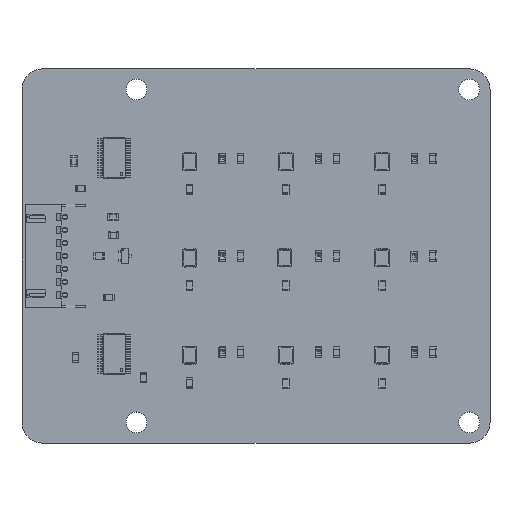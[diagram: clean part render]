
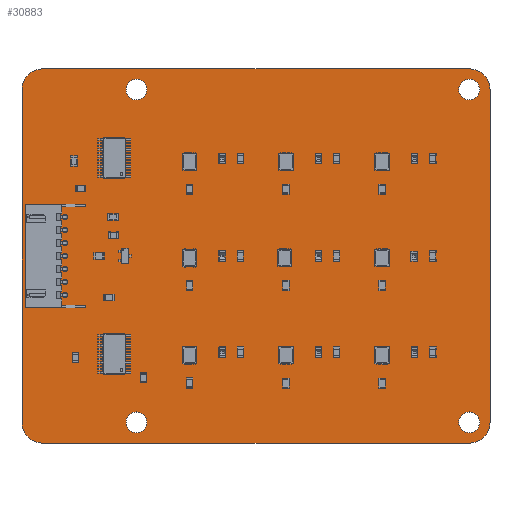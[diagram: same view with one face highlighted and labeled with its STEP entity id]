
A CAD part, top view. The second image highlights one B-rep face of the part: STEP entity #30883.
In plain terms, the highlighted planar face has unit normal (0, 0, 1).
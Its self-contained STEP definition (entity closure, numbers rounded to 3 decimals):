
#30613 = VERTEX_POINT('',#30614);
#30614 = CARTESIAN_POINT('',(179.65,-53.75,1.6));
#30620 = EDGE_CURVE('',#30613,#30621,#30623,.T.);
#30621 = VERTEX_POINT('',#30622);
#30622 = CARTESIAN_POINT('',(183.65,-57.75,1.6));
#30623 = CIRCLE('',#30624,4.);
#30624 = AXIS2_PLACEMENT_3D('',#30625,#30626,#30627);
#30625 = CARTESIAN_POINT('',(179.65,-57.75,1.6));
#30626 = DIRECTION('',(0.,0.,-1.));
#30627 = DIRECTION('',(0.,1.,0.));
#30655 = VERTEX_POINT('',#30656);
#30656 = CARTESIAN_POINT('',(97.65,-53.75,1.6));
#30662 = EDGE_CURVE('',#30655,#30613,#30663,.T.);
#30663 = LINE('',#30664,#30665);
#30664 = CARTESIAN_POINT('',(97.65,-53.75,1.6));
#30665 = VECTOR('',#30666,1.);
#30666 = DIRECTION('',(1.,0.,0.));
#30684 = EDGE_CURVE('',#30621,#30685,#30687,.T.);
#30685 = VERTEX_POINT('',#30686);
#30686 = CARTESIAN_POINT('',(183.65,-121.75,1.6));
#30687 = LINE('',#30688,#30689);
#30688 = CARTESIAN_POINT('',(183.65,-57.75,1.6));
#30689 = VECTOR('',#30690,1.);
#30690 = DIRECTION('',(0.,-1.,0.));
#30883 = ADVANCED_FACE('',(#30884,#30930,#30941,#30952,#30963,#30974,
    #30985,#30996,#31007,#31018,#31029,#31040),#31051,.F.);
#30884 = FACE_BOUND('',#30885,.F.);
#30885 = EDGE_LOOP('',(#30886,#30887,#30888,#30897,#30905,#30914,#30922,
    #30929));
#30886 = ORIENTED_EDGE('',*,*,#30620,.T.);
#30887 = ORIENTED_EDGE('',*,*,#30684,.T.);
#30888 = ORIENTED_EDGE('',*,*,#30889,.T.);
#30889 = EDGE_CURVE('',#30685,#30890,#30892,.T.);
#30890 = VERTEX_POINT('',#30891);
#30891 = CARTESIAN_POINT('',(179.65,-125.75,1.6));
#30892 = CIRCLE('',#30893,4.);
#30893 = AXIS2_PLACEMENT_3D('',#30894,#30895,#30896);
#30894 = CARTESIAN_POINT('',(179.65,-121.75,1.6));
#30895 = DIRECTION('',(0.,0.,-1.));
#30896 = DIRECTION('',(1.,0.,0.));
#30897 = ORIENTED_EDGE('',*,*,#30898,.T.);
#30898 = EDGE_CURVE('',#30890,#30899,#30901,.T.);
#30899 = VERTEX_POINT('',#30900);
#30900 = CARTESIAN_POINT('',(97.65,-125.75,1.6));
#30901 = LINE('',#30902,#30903);
#30902 = CARTESIAN_POINT('',(179.65,-125.75,1.6));
#30903 = VECTOR('',#30904,1.);
#30904 = DIRECTION('',(-1.,0.,0.));
#30905 = ORIENTED_EDGE('',*,*,#30906,.T.);
#30906 = EDGE_CURVE('',#30899,#30907,#30909,.T.);
#30907 = VERTEX_POINT('',#30908);
#30908 = CARTESIAN_POINT('',(93.65,-121.75,1.6));
#30909 = CIRCLE('',#30910,4.);
#30910 = AXIS2_PLACEMENT_3D('',#30911,#30912,#30913);
#30911 = CARTESIAN_POINT('',(97.65,-121.75,1.6));
#30912 = DIRECTION('',(0.,0.,-1.));
#30913 = DIRECTION('',(0.,-1.,-0.));
#30914 = ORIENTED_EDGE('',*,*,#30915,.T.);
#30915 = EDGE_CURVE('',#30907,#30916,#30918,.T.);
#30916 = VERTEX_POINT('',#30917);
#30917 = CARTESIAN_POINT('',(93.65,-57.75,1.6));
#30918 = LINE('',#30919,#30920);
#30919 = CARTESIAN_POINT('',(93.65,-121.75,1.6));
#30920 = VECTOR('',#30921,1.);
#30921 = DIRECTION('',(0.,1.,0.));
#30922 = ORIENTED_EDGE('',*,*,#30923,.T.);
#30923 = EDGE_CURVE('',#30916,#30655,#30924,.T.);
#30924 = CIRCLE('',#30925,4.);
#30925 = AXIS2_PLACEMENT_3D('',#30926,#30927,#30928);
#30926 = CARTESIAN_POINT('',(97.65,-57.75,1.6));
#30927 = DIRECTION('',(0.,0.,-1.));
#30928 = DIRECTION('',(-1.,0.,0.));
#30929 = ORIENTED_EDGE('',*,*,#30662,.T.);
#30930 = FACE_BOUND('',#30931,.F.);
#30931 = EDGE_LOOP('',(#30932));
#30932 = ORIENTED_EDGE('',*,*,#30933,.F.);
#30933 = EDGE_CURVE('',#30934,#30934,#30936,.T.);
#30934 = VERTEX_POINT('',#30935);
#30935 = CARTESIAN_POINT('',(179.65,-123.75,1.6));
#30936 = CIRCLE('',#30937,2.);
#30937 = AXIS2_PLACEMENT_3D('',#30938,#30939,#30940);
#30938 = CARTESIAN_POINT('',(179.65,-121.75,1.6));
#30939 = DIRECTION('',(-0.,0.,-1.));
#30940 = DIRECTION('',(-0.,-1.,0.));
#30941 = FACE_BOUND('',#30942,.F.);
#30942 = EDGE_LOOP('',(#30943));
#30943 = ORIENTED_EDGE('',*,*,#30944,.F.);
#30944 = EDGE_CURVE('',#30945,#30945,#30947,.T.);
#30945 = VERTEX_POINT('',#30946);
#30946 = CARTESIAN_POINT('',(115.65,-123.75,1.6));
#30947 = CIRCLE('',#30948,2.);
#30948 = AXIS2_PLACEMENT_3D('',#30949,#30950,#30951);
#30949 = CARTESIAN_POINT('',(115.65,-121.75,1.6));
#30950 = DIRECTION('',(-0.,0.,-1.));
#30951 = DIRECTION('',(-0.,-1.,0.));
#30952 = FACE_BOUND('',#30953,.F.);
#30953 = EDGE_LOOP('',(#30954));
#30954 = ORIENTED_EDGE('',*,*,#30955,.F.);
#30955 = EDGE_CURVE('',#30956,#30956,#30958,.T.);
#30956 = VERTEX_POINT('',#30957);
#30957 = CARTESIAN_POINT('',(101.9,-97.725,1.6));
#30958 = CIRCLE('',#30959,0.475);
#30959 = AXIS2_PLACEMENT_3D('',#30960,#30961,#30962);
#30960 = CARTESIAN_POINT('',(101.9,-97.25,1.6));
#30961 = DIRECTION('',(-0.,0.,-1.));
#30962 = DIRECTION('',(-0.,-1.,0.));
#30963 = FACE_BOUND('',#30964,.F.);
#30964 = EDGE_LOOP('',(#30965));
#30965 = ORIENTED_EDGE('',*,*,#30966,.F.);
#30966 = EDGE_CURVE('',#30967,#30967,#30969,.T.);
#30967 = VERTEX_POINT('',#30968);
#30968 = CARTESIAN_POINT('',(101.9,-95.225,1.6));
#30969 = CIRCLE('',#30970,0.475);
#30970 = AXIS2_PLACEMENT_3D('',#30971,#30972,#30973);
#30971 = CARTESIAN_POINT('',(101.9,-94.75,1.6));
#30972 = DIRECTION('',(-0.,0.,-1.));
#30973 = DIRECTION('',(-0.,-1.,0.));
#30974 = FACE_BOUND('',#30975,.F.);
#30975 = EDGE_LOOP('',(#30976));
#30976 = ORIENTED_EDGE('',*,*,#30977,.F.);
#30977 = EDGE_CURVE('',#30978,#30978,#30980,.T.);
#30978 = VERTEX_POINT('',#30979);
#30979 = CARTESIAN_POINT('',(101.9,-92.725,1.6));
#30980 = CIRCLE('',#30981,0.475);
#30981 = AXIS2_PLACEMENT_3D('',#30982,#30983,#30984);
#30982 = CARTESIAN_POINT('',(101.9,-92.25,1.6));
#30983 = DIRECTION('',(-0.,0.,-1.));
#30984 = DIRECTION('',(-0.,-1.,0.));
#30985 = FACE_BOUND('',#30986,.F.);
#30986 = EDGE_LOOP('',(#30987));
#30987 = ORIENTED_EDGE('',*,*,#30988,.F.);
#30988 = EDGE_CURVE('',#30989,#30989,#30991,.T.);
#30989 = VERTEX_POINT('',#30990);
#30990 = CARTESIAN_POINT('',(179.65,-59.75,1.6));
#30991 = CIRCLE('',#30992,2.);
#30992 = AXIS2_PLACEMENT_3D('',#30993,#30994,#30995);
#30993 = CARTESIAN_POINT('',(179.65,-57.75,1.6));
#30994 = DIRECTION('',(-0.,0.,-1.));
#30995 = DIRECTION('',(-0.,-1.,0.));
#30996 = FACE_BOUND('',#30997,.F.);
#30997 = EDGE_LOOP('',(#30998));
#30998 = ORIENTED_EDGE('',*,*,#30999,.F.);
#30999 = EDGE_CURVE('',#31000,#31000,#31002,.T.);
#31000 = VERTEX_POINT('',#31001);
#31001 = CARTESIAN_POINT('',(101.9,-90.225,1.6));
#31002 = CIRCLE('',#31003,0.475);
#31003 = AXIS2_PLACEMENT_3D('',#31004,#31005,#31006);
#31004 = CARTESIAN_POINT('',(101.9,-89.75,1.6));
#31005 = DIRECTION('',(-0.,0.,-1.));
#31006 = DIRECTION('',(-0.,-1.,0.));
#31007 = FACE_BOUND('',#31008,.F.);
#31008 = EDGE_LOOP('',(#31009));
#31009 = ORIENTED_EDGE('',*,*,#31010,.F.);
#31010 = EDGE_CURVE('',#31011,#31011,#31013,.T.);
#31011 = VERTEX_POINT('',#31012);
#31012 = CARTESIAN_POINT('',(101.9,-87.725,1.6));
#31013 = CIRCLE('',#31014,0.475);
#31014 = AXIS2_PLACEMENT_3D('',#31015,#31016,#31017);
#31015 = CARTESIAN_POINT('',(101.9,-87.25,1.6));
#31016 = DIRECTION('',(-0.,0.,-1.));
#31017 = DIRECTION('',(-0.,-1.,0.));
#31018 = FACE_BOUND('',#31019,.F.);
#31019 = EDGE_LOOP('',(#31020));
#31020 = ORIENTED_EDGE('',*,*,#31021,.F.);
#31021 = EDGE_CURVE('',#31022,#31022,#31024,.T.);
#31022 = VERTEX_POINT('',#31023);
#31023 = CARTESIAN_POINT('',(101.9,-85.225,1.6));
#31024 = CIRCLE('',#31025,0.475);
#31025 = AXIS2_PLACEMENT_3D('',#31026,#31027,#31028);
#31026 = CARTESIAN_POINT('',(101.9,-84.75,1.6));
#31027 = DIRECTION('',(-0.,0.,-1.));
#31028 = DIRECTION('',(-0.,-1.,0.));
#31029 = FACE_BOUND('',#31030,.F.);
#31030 = EDGE_LOOP('',(#31031));
#31031 = ORIENTED_EDGE('',*,*,#31032,.F.);
#31032 = EDGE_CURVE('',#31033,#31033,#31035,.T.);
#31033 = VERTEX_POINT('',#31034);
#31034 = CARTESIAN_POINT('',(101.9,-82.725,1.6));
#31035 = CIRCLE('',#31036,0.475);
#31036 = AXIS2_PLACEMENT_3D('',#31037,#31038,#31039);
#31037 = CARTESIAN_POINT('',(101.9,-82.25,1.6));
#31038 = DIRECTION('',(-0.,0.,-1.));
#31039 = DIRECTION('',(-0.,-1.,0.));
#31040 = FACE_BOUND('',#31041,.F.);
#31041 = EDGE_LOOP('',(#31042));
#31042 = ORIENTED_EDGE('',*,*,#31043,.F.);
#31043 = EDGE_CURVE('',#31044,#31044,#31046,.T.);
#31044 = VERTEX_POINT('',#31045);
#31045 = CARTESIAN_POINT('',(115.65,-59.75,1.6));
#31046 = CIRCLE('',#31047,2.);
#31047 = AXIS2_PLACEMENT_3D('',#31048,#31049,#31050);
#31048 = CARTESIAN_POINT('',(115.65,-57.75,1.6));
#31049 = DIRECTION('',(-0.,0.,-1.));
#31050 = DIRECTION('',(-0.,-1.,0.));
#31051 = PLANE('',#31052);
#31052 = AXIS2_PLACEMENT_3D('',#31053,#31054,#31055);
#31053 = CARTESIAN_POINT('',(138.65,-89.75,1.6));
#31054 = DIRECTION('',(-0.,-0.,-1.));
#31055 = DIRECTION('',(-1.,0.,0.));
